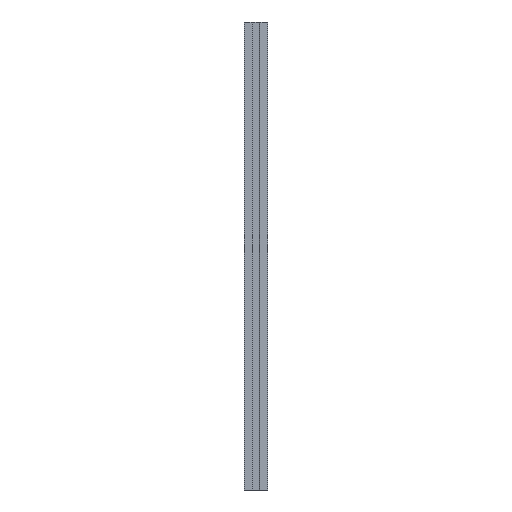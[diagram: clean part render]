
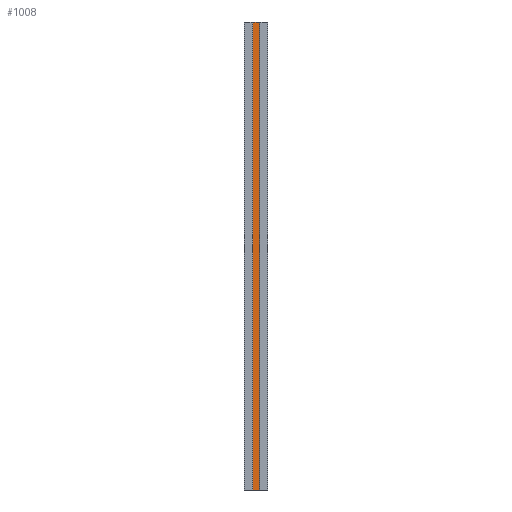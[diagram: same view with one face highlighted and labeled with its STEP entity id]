
A CAD part, front view. The second image highlights one B-rep face of the part: STEP entity #1008.
In plain terms, the highlighted planar face has unit normal (0, -1, 0).
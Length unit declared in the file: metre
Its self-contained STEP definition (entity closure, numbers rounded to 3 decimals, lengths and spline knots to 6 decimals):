
#18 = PLANE ( 'NONE',  #774 ) ;
#149 = VECTOR ( 'NONE', #893, 1. ) ;
#192 = ORIENTED_EDGE ( 'NONE', *, *, #592, .T. ) ;
#235 = CARTESIAN_POINT ( 'NONE',  ( 0.00705, 0.0061, 0.4 ) ) ;
#255 = VECTOR ( 'NONE', #1454, 1. ) ;
#332 = EDGE_CURVE ( 'NONE', #865, #397, #474, .T. ) ;
#339 = CARTESIAN_POINT ( 'NONE',  ( 0.00705, 0.0061, 0. ) ) ;
#367 = EDGE_CURVE ( 'NONE', #865, #631, #1465, .T. ) ;
#397 = VERTEX_POINT ( 'NONE', #339 ) ;
#401 = LINE ( 'NONE', #1018, #149 ) ;
#407 = CARTESIAN_POINT ( 'NONE',  ( 0.01295, 0.0061, 0.4 ) ) ;
#474 = LINE ( 'NONE', #235, #1084 ) ;
#506 = CARTESIAN_POINT ( 'NONE',  ( 0.00705, 0.0061, 0.4 ) ) ;
#513 = DIRECTION ( 'NONE',  ( -1., 0., 0. ) ) ;
#550 = DIRECTION ( 'NONE',  ( 1., 0., 0. ) ) ;
#574 = EDGE_CURVE ( 'NONE', #631, #788, #401, .T. ) ;
#577 = CARTESIAN_POINT ( 'NONE',  ( 0.01295, 0.0061, 0. ) ) ;
#592 = EDGE_CURVE ( 'NONE', #397, #788, #1172, .T. ) ;
#631 = VERTEX_POINT ( 'NONE', #780 ) ;
#653 = CARTESIAN_POINT ( 'NONE',  ( 0.01295, 0.0061, 0. ) ) ;
#666 = FACE_OUTER_BOUND ( 'NONE', #1144, .T. ) ;
#709 = CARTESIAN_POINT ( 'NONE',  ( 0.01295, 0.0061, 0.4 ) ) ;
#774 = AXIS2_PLACEMENT_3D ( 'NONE', #407, #1047, #513 ) ;
#780 = CARTESIAN_POINT ( 'NONE',  ( 0.01295, 0.0061, 0.4 ) ) ;
#788 = VERTEX_POINT ( 'NONE', #577 ) ;
#865 = VERTEX_POINT ( 'NONE', #506 ) ;
#893 = DIRECTION ( 'NONE',  ( 0., 0., -1. ) ) ;
#962 = DIRECTION ( 'NONE',  ( 0., 0., -1. ) ) ;
#1008 = ADVANCED_FACE ( 'NONE', ( #666 ), #18, .F. ) ;
#1018 = CARTESIAN_POINT ( 'NONE',  ( 0.01295, 0.0061, 0.4 ) ) ;
#1038 = ORIENTED_EDGE ( 'NONE', *, *, #574, .F. ) ;
#1047 = DIRECTION ( 'NONE',  ( 0., 1., 0. ) ) ;
#1084 = VECTOR ( 'NONE', #962, 1. ) ;
#1140 = ORIENTED_EDGE ( 'NONE', *, *, #367, .F. ) ;
#1144 = EDGE_LOOP ( 'NONE', ( #192, #1038, #1140, #1534 ) ) ;
#1172 = LINE ( 'NONE', #653, #1455 ) ;
#1454 = DIRECTION ( 'NONE',  ( 1., 0., 0. ) ) ;
#1455 = VECTOR ( 'NONE', #550, 1. ) ;
#1465 = LINE ( 'NONE', #709, #255 ) ;
#1534 = ORIENTED_EDGE ( 'NONE', *, *, #332, .T. ) ;
